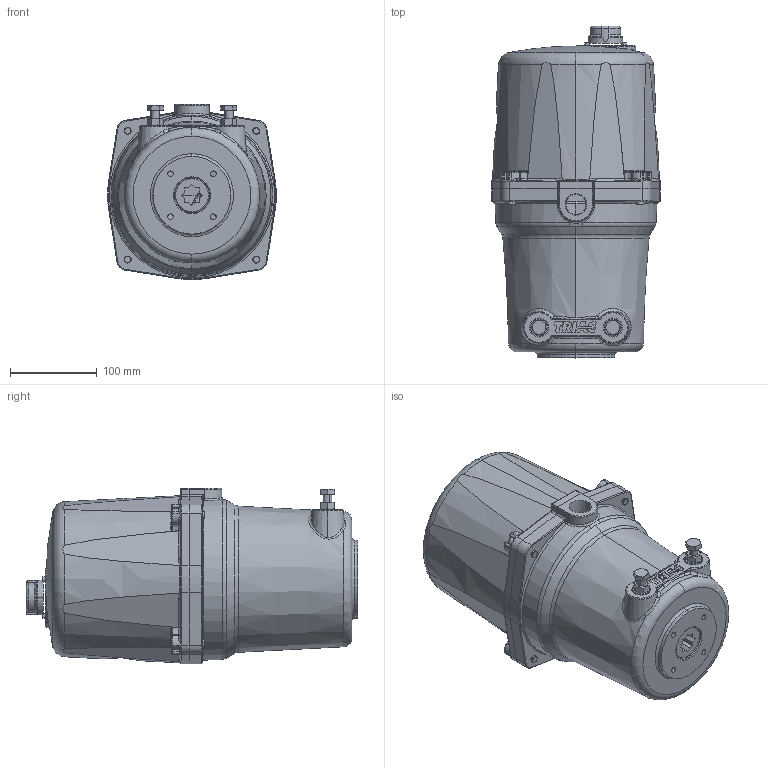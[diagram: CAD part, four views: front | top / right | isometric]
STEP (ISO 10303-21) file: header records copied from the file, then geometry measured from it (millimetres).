
FILE_DESCRIPTION (( 'STEP AP214' ), '1' );
FILE_NAME ('SRX-0300XXX-FC.STEP', '2020-02-20T18:44:40', ( '' ), ( '' ), 'SwSTEP 2.0', 'SolidWorks 2019', '' );
FILE_SCHEMA (( 'AUTOMOTIVE_DESIGN' ));
Length unit declared in the file: inch
Products named in the file (1): SRX-0300XXX-FC
Bounding box: 194.81 x 383.1 x 202.5 mm (x, y, z)
Surface area: 294219 mm2 (no closed solid volume)
Topology: 0 solids, 49 shells, 775 faces, 2821 edges, 2037 vertices
Faces by surface type: plane 278, cylinder 178, torus 129, bspline 111, cone 65, sphere 14
Entity records: 50734 total; most frequent: CARTESIAN_POINT 18605, ORIENTED_EDGE 4334, DIRECTION 4237, EDGE_CURVE 2781, VERTEX_POINT 2037, AXIS2_PLACEMENT_3D 1554, LINE 1129, VECTOR 1129
